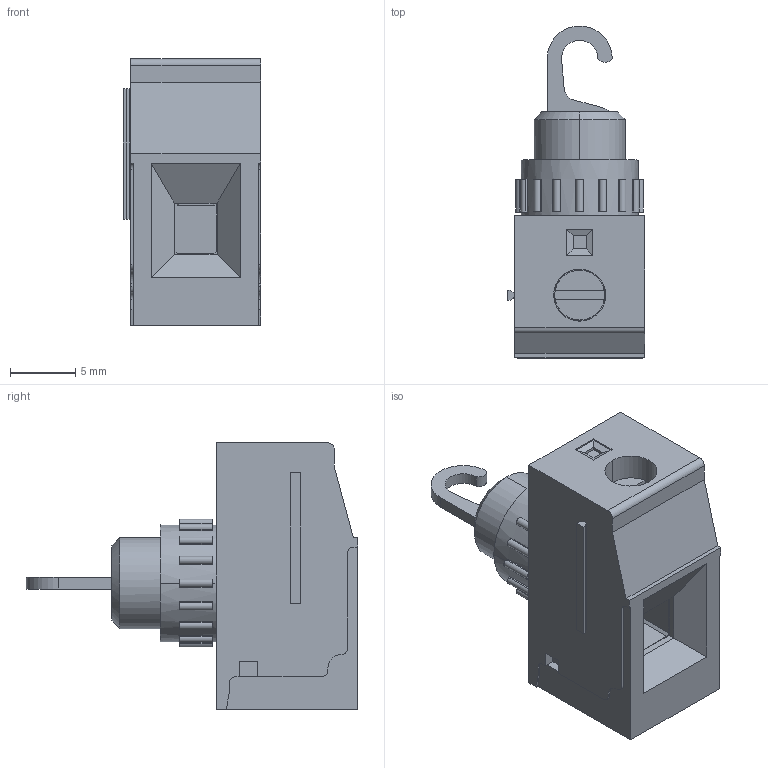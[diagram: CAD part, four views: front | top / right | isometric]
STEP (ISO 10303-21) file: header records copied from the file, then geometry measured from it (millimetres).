
FILE_DESCRIPTION(('Creo Elements/Direct Modeling STEP Export'),'2;1');
FILE_NAME('model.stp','2020-02-11T 0:11:30',(''),(''),'Creo Elements/Direct Modeling STEP processor for AP214 (Solid Model)','Creo Elements/Direct Modeling 20.1A 29-Sep-2018 (C) Parametric Technology GmbH','');
FILE_SCHEMA(('AUTOMOTIVE_DESIGN { 1 0 10303 214 1 1 1 1 }'));
Length unit declared in the file: millimetre
Products named in the file (6): gmkds_3_schr._m3x6.45; k__5-r_klh_5mm; VDFK_4_anschlusshaken; vdfk_4_geh; VDFK_4_MUTTER.1; VDFK_4
Assembly tree (5 placements, depth 2):
  VDFK_4
    VDFK_4_MUTTER.1
    vdfk_4_geh
    VDFK_4_anschlusshaken
    k__5-r_klh_5mm
    gmkds_3_schr._m3x6.45
Bounding box: 10.54 x 25.5 x 20.5 mm (x, y, z)
Volume: 2409.3 mm3; surface area: 2564.9 mm2
Topology: 5 solids, 5 shells, 266 faces, 686 edges, 452 vertices
Faces by surface type: plane 197, cylinder 59, cone 8, torus 2
Entity records: 9449 total; most frequent: ORIENTED_EDGE 1372, CARTESIAN_POINT 1363, DIRECTION 1325, EDGE_CURVE 686, VECTOR 497, LINE 497, VERTEX_POINT 452, AXIS2_PLACEMENT_3D 414
